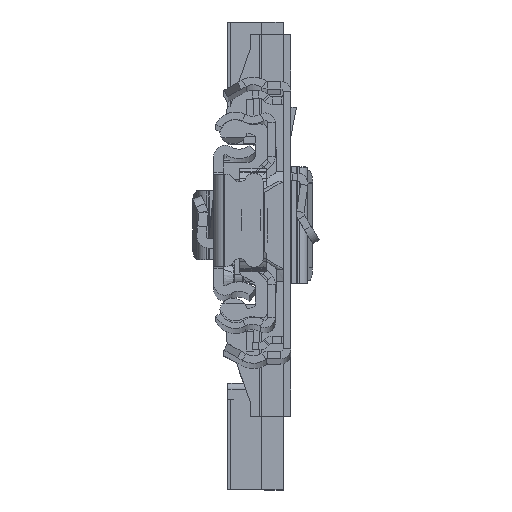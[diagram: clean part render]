
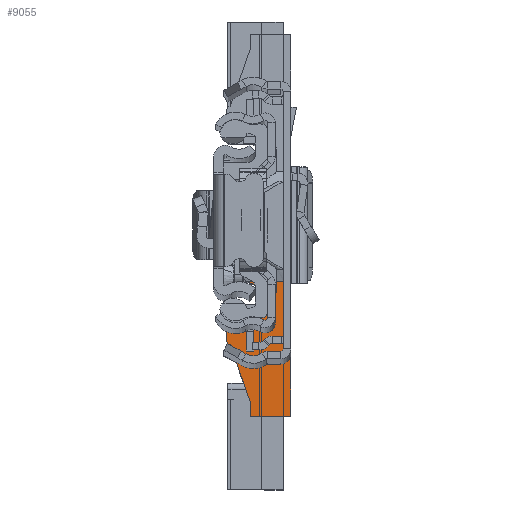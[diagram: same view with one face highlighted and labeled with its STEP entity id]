
A CAD part, top view. The second image highlights one B-rep face of the part: STEP entity #9055.
In plain terms, the highlighted face is planar.
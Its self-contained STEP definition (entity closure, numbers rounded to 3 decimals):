
#172 = DIRECTION ( 'NONE',  ( 1., 0., 0. ) ) ;
#395 = VERTEX_POINT ( 'NONE', #2978 ) ;
#457 = DIRECTION ( 'NONE',  ( 1., 0., 0. ) ) ;
#470 = CARTESIAN_POINT ( 'NONE',  ( 9.012, 0., -67. ) ) ;
#482 = VERTEX_POINT ( 'NONE', #25331 ) ;
#563 = CARTESIAN_POINT ( 'NONE',  ( 10.38, 3.353, -67. ) ) ;
#946 = CARTESIAN_POINT ( 'NONE',  ( 18.5, 9., -67. ) ) ;
#1002 = EDGE_CURVE ( 'NONE', #32979, #10475, #3649, .T. ) ;
#1355 = CARTESIAN_POINT ( 'NONE',  ( 13., 8.5, -67. ) ) ;
#1621 = VECTOR ( 'NONE', #25800, 1000. ) ;
#2978 = CARTESIAN_POINT ( 'NONE',  ( 19., 8.5, -67. ) ) ;
#3228 = CARTESIAN_POINT ( 'NONE',  ( 28.5, 5.2, -67. ) ) ;
#3251 = EDGE_CURVE ( 'NONE', #30706, #31676, #26020, .T. ) ;
#3369 = CARTESIAN_POINT ( 'NONE',  ( 13.5, 9., -67. ) ) ;
#3479 = B_SPLINE_CURVE_WITH_KNOTS ( 'NONE', 3,
 ( #20149, #563, #26231, #28301, #14359, #23283 ),
 .UNSPECIFIED., .F., .F.,
 ( 4, 2, 4 ),
 ( 0., 0., 0.001 ),
 .UNSPECIFIED. ) ;
#3649 = LINE ( 'NONE', #15023, #31622 ) ;
#3673 = LINE ( 'NONE', #20842, #34799 ) ;
#4169 = VERTEX_POINT ( 'NONE', #30216 ) ;
#4262 = DIRECTION ( 'NONE',  ( -1., 0., 0. ) ) ;
#4439 = AXIS2_PLACEMENT_3D ( 'NONE', #15459, #13017, #4262 ) ;
#4912 = CARTESIAN_POINT ( 'NONE',  ( 0., -1.2, -67. ) ) ;
#5058 = ORIENTED_EDGE ( 'NONE', *, *, #1002, .T. ) ;
#5201 = CARTESIAN_POINT ( 'NONE',  ( 12., 3.2, -67. ) ) ;
#5841 = EDGE_CURVE ( 'NONE', #11835, #4169, #3479, .T. ) ;
#6214 = DIRECTION ( 'NONE',  ( 0., 0., 1. ) ) ;
#6500 = VECTOR ( 'NONE', #11061, 1000. ) ;
#7347 = DIRECTION ( 'NONE',  ( 1., 0., 0. ) ) ;
#7654 = EDGE_CURVE ( 'NONE', #13839, #9168, #36200, .T. ) ;
#7963 = CARTESIAN_POINT ( 'NONE',  ( 13., 4.318, -67. ) ) ;
#8831 = PLANE ( 'NONE',  #9967 ) ;
#9020 = VERTEX_POINT ( 'NONE', #3228 ) ;
#9054 = DIRECTION ( 'NONE',  ( 0., 1., 0. ) ) ;
#9055 = ADVANCED_FACE ( 'NONE', ( #25952 ), #8831, .F. ) ;
#9168 = VERTEX_POINT ( 'NONE', #24275 ) ;
#9437 = ORIENTED_EDGE ( 'NONE', *, *, #30833, .F. ) ;
#9967 = AXIS2_PLACEMENT_3D ( 'NONE', #20217, #28725, #457 ) ;
#10475 = VERTEX_POINT ( 'NONE', #29617 ) ;
#10872 = LINE ( 'NONE', #36553, #6500 ) ;
#11061 = DIRECTION ( 'NONE',  ( 1., 0., 0. ) ) ;
#11446 = ORIENTED_EDGE ( 'NONE', *, *, #15242, .F. ) ;
#11464 = VECTOR ( 'NONE', #31766, 1000. ) ;
#11824 =( BOUNDED_CURVE ( )  B_SPLINE_CURVE ( 3, ( #19175, #33460, #13568, #35874 ),
 .UNSPECIFIED., .F., .T. ) 
 B_SPLINE_CURVE_WITH_KNOTS ( ( 4, 4 ),
 ( 4.712, 6.283 ),
 .UNSPECIFIED. ) 
 CURVE ( )  GEOMETRIC_REPRESENTATION_ITEM ( )  RATIONAL_B_SPLINE_CURVE ( ( 1., 0.805, 0.805, 1. ) ) 
 REPRESENTATION_ITEM ( '' )  );
#11835 = VERTEX_POINT ( 'NONE', #33747 ) ;
#11924 = CARTESIAN_POINT ( 'NONE',  ( 18.5, 8.5, -67. ) ) ;
#12242 = DIRECTION ( 'NONE',  ( 0., -1., 0. ) ) ;
#12875 = VECTOR ( 'NONE', #22081, 1000. ) ;
#13017 = DIRECTION ( 'NONE',  ( 0., 0., -1. ) ) ;
#13568 = CARTESIAN_POINT ( 'NONE',  ( 12.586, 3.2, -67. ) ) ;
#13712 = EDGE_CURVE ( 'NONE', #16292, #26149, #11824, .T. ) ;
#13839 = VERTEX_POINT ( 'NONE', #28611 ) ;
#14201 = CIRCLE ( 'NONE', #27865, 0.5 ) ;
#14287 = VECTOR ( 'NONE', #172, 1000. ) ;
#14359 = CARTESIAN_POINT ( 'NONE',  ( 10.701, 3.2, -67. ) ) ;
#14439 = CARTESIAN_POINT ( 'NONE',  ( 13.5, 8.5, -67. ) ) ;
#14542 = EDGE_CURVE ( 'NONE', #11835, #10475, #28228, .T. ) ;
#14685 = LINE ( 'NONE', #31235, #14287 ) ;
#15023 = CARTESIAN_POINT ( 'NONE',  ( 9.012, -17.65, -67. ) ) ;
#15242 = EDGE_CURVE ( 'NONE', #34115, #16292, #3673, .T. ) ;
#15339 = ORIENTED_EDGE ( 'NONE', *, *, #14542, .F. ) ;
#15459 = CARTESIAN_POINT ( 'NONE',  ( 14.498, 7.304, -67. ) ) ;
#15776 = ORIENTED_EDGE ( 'NONE', *, *, #17792, .F. ) ;
#16292 = VERTEX_POINT ( 'NONE', #7963 ) ;
#16888 = ORIENTED_EDGE ( 'NONE', *, *, #29360, .F. ) ;
#17265 = LINE ( 'NONE', #28585, #1621 ) ;
#17531 = DIRECTION ( 'NONE',  ( 0., 0., 1. ) ) ;
#17792 = EDGE_CURVE ( 'NONE', #31676, #34115, #18610, .T. ) ;
#18452 = CARTESIAN_POINT ( 'NONE',  ( 30.5, 5.2, -67. ) ) ;
#18610 = CIRCLE ( 'NONE', #23354, 0.5 ) ;
#19175 = CARTESIAN_POINT ( 'NONE',  ( 13., 4.318, -67. ) ) ;
#19309 = VERTEX_POINT ( 'NONE', #18452 ) ;
#19349 = ORIENTED_EDGE ( 'NONE', *, *, #33905, .F. ) ;
#19735 = ORIENTED_EDGE ( 'NONE', *, *, #33991, .F. ) ;
#20149 = CARTESIAN_POINT ( 'NONE',  ( 10.318, 3.419, -67. ) ) ;
#20217 = CARTESIAN_POINT ( 'NONE',  ( -28.5, 9., -67. ) ) ;
#20451 = EDGE_CURVE ( 'NONE', #4169, #26149, #10872, .T. ) ;
#20800 = EDGE_CURVE ( 'NONE', #32979, #482, #14685, .T. ) ;
#20842 = CARTESIAN_POINT ( 'NONE',  ( 13., 9., -67. ) ) ;
#21279 = VECTOR ( 'NONE', #7347, 1000. ) ;
#22081 = DIRECTION ( 'NONE',  ( -0.945, 0.328, 0. ) ) ;
#23283 = CARTESIAN_POINT ( 'NONE',  ( 10.792, 3.2, -67. ) ) ;
#23354 = AXIS2_PLACEMENT_3D ( 'NONE', #14439, #6214, #25780 ) ;
#23853 = DIRECTION ( 'NONE',  ( 1., 0., 0. ) ) ;
#24148 = ORIENTED_EDGE ( 'NONE', *, *, #20451, .T. ) ;
#24275 = CARTESIAN_POINT ( 'NONE',  ( 30.5, -1.2, -67. ) ) ;
#25226 = CARTESIAN_POINT ( 'NONE',  ( 28.5, 5.2, -67. ) ) ;
#25261 = EDGE_CURVE ( 'NONE', #19309, #9168, #17265, .T. ) ;
#25331 = CARTESIAN_POINT ( 'NONE',  ( 19., 0., -67. ) ) ;
#25780 = DIRECTION ( 'NONE',  ( 1., 0., 0. ) ) ;
#25800 = DIRECTION ( 'NONE',  ( 0., -1., 0. ) ) ;
#25952 = FACE_OUTER_BOUND ( 'NONE', #26244, .T. ) ;
#26020 = LINE ( 'NONE', #29166, #11464 ) ;
#26149 = VERTEX_POINT ( 'NONE', #5201 ) ;
#26231 = CARTESIAN_POINT ( 'NONE',  ( 10.451, 3.299, -67. ) ) ;
#26244 = EDGE_LOOP ( 'NONE', ( #34046, #5058, #15339, #35063, #24148, #28975, #11446, #15776, #32489, #16888, #19349, #19735, #26749, #28915, #9437 ) ) ;
#26749 = ORIENTED_EDGE ( 'NONE', *, *, #25261, .T. ) ;
#27174 = LINE ( 'NONE', #35555, #28253 ) ;
#27865 = AXIS2_PLACEMENT_3D ( 'NONE', #11924, #17531, #23853 ) ;
#28228 = CIRCLE ( 'NONE', #4439, 5.707 ) ;
#28253 = VECTOR ( 'NONE', #30699, 1000. ) ;
#28301 = CARTESIAN_POINT ( 'NONE',  ( 10.614, 3.222, -67. ) ) ;
#28329 = VECTOR ( 'NONE', #31344, 1000. ) ;
#28585 = CARTESIAN_POINT ( 'NONE',  ( 30.5, 0., -67. ) ) ;
#28611 = CARTESIAN_POINT ( 'NONE',  ( 19., -1.2, -67. ) ) ;
#28725 = DIRECTION ( 'NONE',  ( 0., 0., 1. ) ) ;
#28915 = ORIENTED_EDGE ( 'NONE', *, *, #7654, .F. ) ;
#28975 = ORIENTED_EDGE ( 'NONE', *, *, #13712, .F. ) ;
#29166 = CARTESIAN_POINT ( 'NONE',  ( -28.5, 9., -67. ) ) ;
#29360 = EDGE_CURVE ( 'NONE', #395, #30706, #14201, .T. ) ;
#29617 = CARTESIAN_POINT ( 'NONE',  ( 9.012, 5.732, -67. ) ) ;
#30216 = CARTESIAN_POINT ( 'NONE',  ( 10.792, 3.2, -67. ) ) ;
#30699 = DIRECTION ( 'NONE',  ( 0., -1., 0. ) ) ;
#30706 = VERTEX_POINT ( 'NONE', #946 ) ;
#30833 = EDGE_CURVE ( 'NONE', #482, #13839, #27174, .T. ) ;
#31235 = CARTESIAN_POINT ( 'NONE',  ( -28.5, 0., -67. ) ) ;
#31344 = DIRECTION ( 'NONE',  ( -1., 0., 0. ) ) ;
#31523 = LINE ( 'NONE', #34130, #28329 ) ;
#31622 = VECTOR ( 'NONE', #9054, 1000. ) ;
#31676 = VERTEX_POINT ( 'NONE', #3369 ) ;
#31766 = DIRECTION ( 'NONE',  ( -1., 0., 0. ) ) ;
#32489 = ORIENTED_EDGE ( 'NONE', *, *, #3251, .F. ) ;
#32979 = VERTEX_POINT ( 'NONE', #470 ) ;
#33460 = CARTESIAN_POINT ( 'NONE',  ( 13., 3.663, -67. ) ) ;
#33747 = CARTESIAN_POINT ( 'NONE',  ( 10.318, 3.419, -67. ) ) ;
#33905 = EDGE_CURVE ( 'NONE', #9020, #395, #35812, .T. ) ;
#33991 = EDGE_CURVE ( 'NONE', #19309, #9020, #31523, .T. ) ;
#34046 = ORIENTED_EDGE ( 'NONE', *, *, #20800, .F. ) ;
#34115 = VERTEX_POINT ( 'NONE', #1355 ) ;
#34130 = CARTESIAN_POINT ( 'NONE',  ( 30.5, 5.2, -67. ) ) ;
#34799 = VECTOR ( 'NONE', #12242, 1000. ) ;
#35063 = ORIENTED_EDGE ( 'NONE', *, *, #5841, .T. ) ;
#35555 = CARTESIAN_POINT ( 'NONE',  ( 19., 9., -67. ) ) ;
#35812 = LINE ( 'NONE', #25226, #12875 ) ;
#35874 = CARTESIAN_POINT ( 'NONE',  ( 12., 3.2, -67. ) ) ;
#36200 = LINE ( 'NONE', #4912, #21279 ) ;
#36553 = CARTESIAN_POINT ( 'NONE',  ( 13., 3.2, -67. ) ) ;
